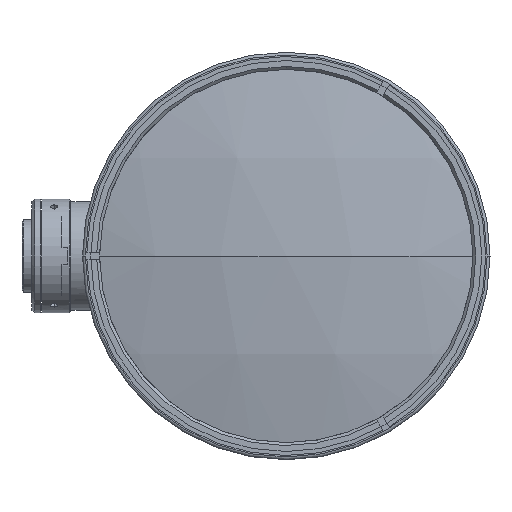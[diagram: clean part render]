
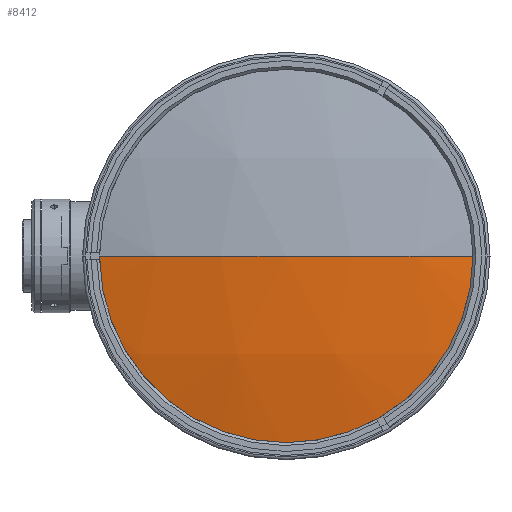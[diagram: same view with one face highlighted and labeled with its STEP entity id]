
A CAD part, left-side view. The second image highlights one B-rep face of the part: STEP entity #8412.
In plain terms, the highlighted spherical face has radius 300.64 mm.
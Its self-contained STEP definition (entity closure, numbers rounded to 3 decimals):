
#55 = DIRECTION ( 'NONE',  ( 0., 0., -1. ) ) ;
#135 = SPHERICAL_SURFACE ( 'NONE', #5269, 300.64 ) ;
#748 = EDGE_LOOP ( 'NONE', ( #3402, #1051, #2031 ) ) ;
#976 = CARTESIAN_POINT ( 'NONE',  ( -278.91, 0.64, 0. ) ) ;
#1051 = ORIENTED_EDGE ( 'NONE', *, *, #3599, .T. ) ;
#1370 = VERTEX_POINT ( 'NONE', #2378 ) ;
#1550 = CIRCLE ( 'NONE', #4776, 300.64 ) ;
#1604 = CARTESIAN_POINT ( 'NONE',  ( -271.002, 0.64, 0. ) ) ;
#1906 = CIRCLE ( 'NONE', #7782, 300.64 ) ;
#2031 = ORIENTED_EDGE ( 'NONE', *, *, #6141, .F. ) ;
#2287 = DIRECTION ( 'NONE',  ( 0., 0., 1. ) ) ;
#2378 = CARTESIAN_POINT ( 'NONE',  ( -271.002, -67.86, 0. ) ) ;
#2689 = CARTESIAN_POINT ( 'NONE',  ( 21.73, 0.64, 0. ) ) ;
#3379 = DIRECTION ( 'NONE',  ( 0., -1., 0. ) ) ;
#3402 = ORIENTED_EDGE ( 'NONE', *, *, #7998, .T. ) ;
#3599 = EDGE_CURVE ( 'NONE', #1370, #4245, #1550, .T. ) ;
#3967 = CARTESIAN_POINT ( 'NONE',  ( 21.73, 0.64, 0. ) ) ;
#4008 = CARTESIAN_POINT ( 'NONE',  ( -271.002, 69.14, 0. ) ) ;
#4191 = FACE_OUTER_BOUND ( 'NONE', #748, .T. ) ;
#4245 = VERTEX_POINT ( 'NONE', #976 ) ;
#4657 = DIRECTION ( 'NONE',  ( 0., 1., 0. ) ) ;
#4776 = AXIS2_PLACEMENT_3D ( 'NONE', #3967, #8843, #4657 ) ;
#4812 = CARTESIAN_POINT ( 'NONE',  ( 21.73, 0.64, 0. ) ) ;
#4842 = DIRECTION ( 'NONE',  ( 0., 1., 0. ) ) ;
#5269 = AXIS2_PLACEMENT_3D ( 'NONE', #4812, #55, #4842 ) ;
#5322 = AXIS2_PLACEMENT_3D ( 'NONE', #1604, #6409, #2287 ) ;
#6141 = EDGE_CURVE ( 'NONE', #8831, #4245, #1906, .T. ) ;
#6409 = DIRECTION ( 'NONE',  ( -1., 0., 0. ) ) ;
#6804 = CIRCLE ( 'NONE', #5322, 68.5 ) ;
#7521 = DIRECTION ( 'NONE',  ( 0., 0., 1. ) ) ;
#7782 = AXIS2_PLACEMENT_3D ( 'NONE', #2689, #7521, #3379 ) ;
#7998 = EDGE_CURVE ( 'NONE', #8831, #1370, #6804, .T. ) ;
#8412 = ADVANCED_FACE ( 'NONE', ( #4191 ), #135, .T. ) ;
#8831 = VERTEX_POINT ( 'NONE', #4008 ) ;
#8843 = DIRECTION ( 'NONE',  ( 0., 0., -1. ) ) ;
